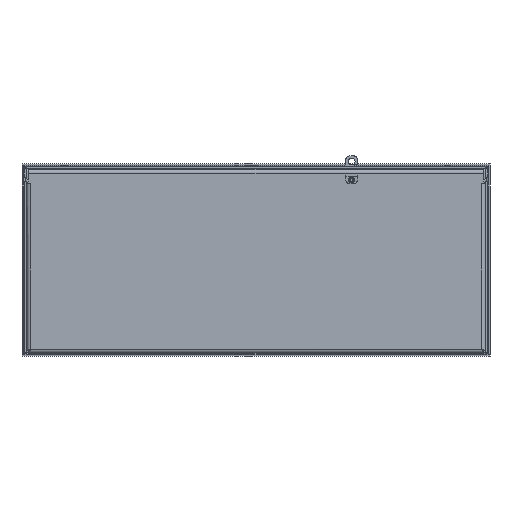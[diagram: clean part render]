
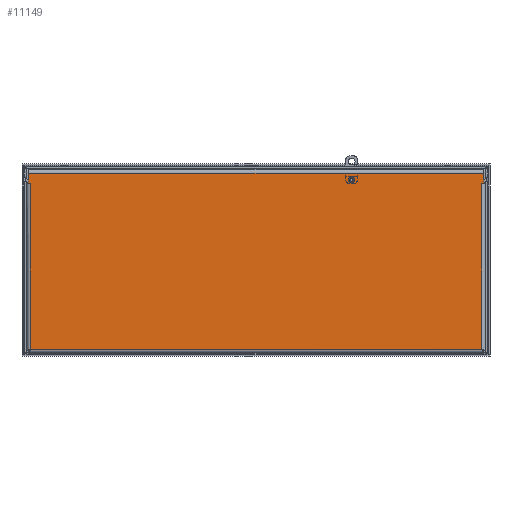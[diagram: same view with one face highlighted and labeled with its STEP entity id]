
A CAD part, front view. The second image highlights one B-rep face of the part: STEP entity #11149.
In plain terms, the highlighted planar face has unit normal (0, -1, 0).
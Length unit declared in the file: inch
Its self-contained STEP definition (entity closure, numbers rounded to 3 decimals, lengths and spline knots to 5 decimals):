
#29 = LINE ( 'NONE', #12837, #21458 ) ;
#144 = ORIENTED_EDGE ( 'NONE', *, *, #9755, .T. ) ;
#192 = AXIS2_PLACEMENT_3D ( 'NONE', #8332, #16752, #9870 ) ;
#499 = DIRECTION ( 'NONE',  ( 0., 0., -1. ) ) ;
#579 = VERTEX_POINT ( 'NONE', #20440 ) ;
#589 = CARTESIAN_POINT ( 'NONE',  ( -14.73955, -18., 6.65297 ) ) ;
#699 = CARTESIAN_POINT ( 'NONE',  ( 6.3505, -18., 9.42387 ) ) ;
#700 = DIRECTION ( 'NONE',  ( 0., 1., 0. ) ) ;
#703 = VERTEX_POINT ( 'NONE', #15465 ) ;
#962 = FACE_OUTER_BOUND ( 'NONE', #19879, .T. ) ;
#1161 = ORIENTED_EDGE ( 'NONE', *, *, #13396, .T. ) ;
#1334 = VERTEX_POINT ( 'NONE', #8063 ) ;
#1495 = LINE ( 'NONE', #16439, #13934 ) ;
#1609 = CIRCLE ( 'NONE', #192, 0.1005 ) ;
#1927 = VERTEX_POINT ( 'NONE', #16381 ) ;
#2151 = CARTESIAN_POINT ( 'NONE',  ( -14.73975, -18., -1.63375 ) ) ;
#2163 = VERTEX_POINT ( 'NONE', #18466 ) ;
#3046 = VECTOR ( 'NONE', #16486, 39.37008 ) ;
#3098 = CARTESIAN_POINT ( 'NONE',  ( 7.42219, -18., 9.877 ) ) ;
#3150 = DIRECTION ( 'NONE',  ( 1., 0., 0. ) ) ;
#3293 = CARTESIAN_POINT ( 'NONE',  ( -7.49213, -18., 9.18432 ) ) ;
#4022 = DIRECTION ( 'NONE',  ( 0., 0., -1. ) ) ;
#5007 = EDGE_CURVE ( 'NONE', #5105, #21319, #21354, .T. ) ;
#5030 = VECTOR ( 'NONE', #3150, 39.37008 ) ;
#5061 = CARTESIAN_POINT ( 'NONE',  ( -14.84437, -18., 9.877 ) ) ;
#5105 = VERTEX_POINT ( 'NONE', #14836 ) ;
#5390 = VERTEX_POINT ( 'NONE', #10340 ) ;
#6005 = CARTESIAN_POINT ( 'NONE',  ( 14.73975, -18., -1.63375 ) ) ;
#6007 = DIRECTION ( 'NONE',  ( -1., 0., 0. ) ) ;
#6086 = DIRECTION ( 'NONE',  ( -1., 0., 0. ) ) ;
#6149 = VERTEX_POINT ( 'NONE', #5061 ) ;
#6215 = EDGE_CURVE ( 'NONE', #21902, #10702, #17114, .T. ) ;
#6276 = VERTEX_POINT ( 'NONE', #699 ) ;
#6496 = DIRECTION ( 'NONE',  ( -0.5, 0., 0.866 ) ) ;
#6645 = VERTEX_POINT ( 'NONE', #12905 ) ;
#6706 = LINE ( 'NONE', #18564, #19977 ) ;
#7525 = CARTESIAN_POINT ( 'NONE',  ( -14.13739, -18., 10.65114 ) ) ;
#7582 = CARTESIAN_POINT ( 'NONE',  ( 7.36978, -18., 9.18432 ) ) ;
#7645 = DIRECTION ( 'NONE',  ( 1., 0., 0. ) ) ;
#7647 = EDGE_CURVE ( 'NONE', #20115, #1334, #29, .T. ) ;
#7706 = CARTESIAN_POINT ( 'NONE',  ( -14.73955, -18., 9.18412 ) ) ;
#8063 = CARTESIAN_POINT ( 'NONE',  ( -14.73975, -18., 9.18412 ) ) ;
#8233 = ORIENTED_EDGE ( 'NONE', *, *, #18010, .T. ) ;
#8332 = CARTESIAN_POINT ( 'NONE',  ( 6.25, -18., 9.42387 ) ) ;
#8633 = FACE_BOUND ( 'NONE', #12256, .T. ) ;
#9550 = EDGE_CURVE ( 'NONE', #6149, #579, #20462, .T. ) ;
#9573 = LINE ( 'NONE', #11007, #19374 ) ;
#9755 = EDGE_CURVE ( 'NONE', #2163, #5390, #9573, .T. ) ;
#9870 = DIRECTION ( 'NONE',  ( 1., 0., 0. ) ) ;
#9900 = CARTESIAN_POINT ( 'NONE',  ( 14.73955, -18., 6.65287 ) ) ;
#10212 = CARTESIAN_POINT ( 'NONE',  ( 14.98426, -18., 9.18432 ) ) ;
#10340 = CARTESIAN_POINT ( 'NONE',  ( 14.84437, -18., 9.877 ) ) ;
#10346 = VERTEX_POINT ( 'NONE', #14253 ) ;
#10376 = CARTESIAN_POINT ( 'NONE',  ( -7.36988, -18., -1.63375 ) ) ;
#10510 = EDGE_CURVE ( 'NONE', #10346, #703, #19614, .T. ) ;
#10697 = ORIENTED_EDGE ( 'NONE', *, *, #10510, .T. ) ;
#10702 = VERTEX_POINT ( 'NONE', #6005 ) ;
#10715 = LINE ( 'NONE', #589, #13129 ) ;
#10907 = DIRECTION ( 'NONE',  ( -0.5, 0., -0.866 ) ) ;
#11007 = CARTESIAN_POINT ( 'NONE',  ( 14.84438, -18., 6.77412 ) ) ;
#11149 = ADVANCED_FACE ( 'NONE', ( #962, #8633 ), #13921, .F. ) ;
#11541 = ORIENTED_EDGE ( 'NONE', *, *, #9550, .T. ) ;
#11573 = EDGE_CURVE ( 'NONE', #1334, #21902, #6706, .T. ) ;
#12256 = EDGE_LOOP ( 'NONE', ( #16209 ) ) ;
#12369 = ORIENTED_EDGE ( 'NONE', *, *, #16131, .T. ) ;
#12385 = AXIS2_PLACEMENT_3D ( 'NONE', #12510, #700, #19312 ) ;
#12510 = CARTESIAN_POINT ( 'NONE',  ( 0., -18., 4.12162 ) ) ;
#12800 = DIRECTION ( 'NONE',  ( 0., 0., 1. ) ) ;
#12837 = CARTESIAN_POINT ( 'NONE',  ( -7.36978, -18., 9.18412 ) ) ;
#12845 = VECTOR ( 'NONE', #12800, 39.37008 ) ;
#12905 = CARTESIAN_POINT ( 'NONE',  ( 14.73955, -18., 9.18412 ) ) ;
#13129 = VECTOR ( 'NONE', #4022, 39.37008 ) ;
#13396 = EDGE_CURVE ( 'NONE', #703, #20115, #10715, .T. ) ;
#13898 = LINE ( 'NONE', #16181, #12845 ) ;
#13921 = PLANE ( 'NONE',  #12385 ) ;
#13934 = VECTOR ( 'NONE', #6086, 39.37008 ) ;
#14253 = CARTESIAN_POINT ( 'NONE',  ( -14.98426, -18., 9.18432 ) ) ;
#14647 = ORIENTED_EDGE ( 'NONE', *, *, #19418, .T. ) ;
#14836 = CARTESIAN_POINT ( 'NONE',  ( 14.73955, -18., 9.18432 ) ) ;
#14903 = ORIENTED_EDGE ( 'NONE', *, *, #6215, .T. ) ;
#15040 = CARTESIAN_POINT ( 'NONE',  ( 14.20739, -18., 10.5299 ) ) ;
#15305 = DIRECTION ( 'NONE',  ( 1., 0., 0. ) ) ;
#15375 = ORIENTED_EDGE ( 'NONE', *, *, #19095, .T. ) ;
#15465 = CARTESIAN_POINT ( 'NONE',  ( -14.73955, -18., 9.18432 ) ) ;
#15920 = VECTOR ( 'NONE', #499, 39.37008 ) ;
#15999 = LINE ( 'NONE', #9900, #3046 ) ;
#16131 = EDGE_CURVE ( 'NONE', #1927, #6645, #1495, .T. ) ;
#16181 = CARTESIAN_POINT ( 'NONE',  ( 14.73975, -18., 1.24393 ) ) ;
#16209 = ORIENTED_EDGE ( 'NONE', *, *, #19576, .T. ) ;
#16381 = CARTESIAN_POINT ( 'NONE',  ( 14.73975, -18., 9.18412 ) ) ;
#16399 = ORIENTED_EDGE ( 'NONE', *, *, #20598, .T. ) ;
#16439 = CARTESIAN_POINT ( 'NONE',  ( 7.49219, -18., 9.18412 ) ) ;
#16486 = DIRECTION ( 'NONE',  ( 0., 0., 1. ) ) ;
#16496 = LINE ( 'NONE', #15040, #16772 ) ;
#16711 = VECTOR ( 'NONE', #10907, 39.37008 ) ;
#16752 = DIRECTION ( 'NONE',  ( 0., 1., 0. ) ) ;
#16772 = VECTOR ( 'NONE', #6496, 39.37008 ) ;
#17114 = LINE ( 'NONE', #10376, #20051 ) ;
#17835 = ORIENTED_EDGE ( 'NONE', *, *, #18711, .T. ) ;
#18010 = EDGE_CURVE ( 'NONE', #5390, #6149, #18458, .T. ) ;
#18194 = ORIENTED_EDGE ( 'NONE', *, *, #7647, .T. ) ;
#18458 = LINE ( 'NONE', #3098, #21122 ) ;
#18466 = CARTESIAN_POINT ( 'NONE',  ( 14.84437, -18., 9.42661 ) ) ;
#18564 = CARTESIAN_POINT ( 'NONE',  ( -14.73975, -18., 6.65287 ) ) ;
#18711 = EDGE_CURVE ( 'NONE', #6645, #5105, #15999, .T. ) ;
#19095 = EDGE_CURVE ( 'NONE', #21319, #2163, #16496, .T. ) ;
#19312 = DIRECTION ( 'NONE',  ( 1., 0., 0. ) ) ;
#19374 = VECTOR ( 'NONE', #21325, 39.37008 ) ;
#19418 = EDGE_CURVE ( 'NONE', #579, #10346, #20706, .T. ) ;
#19576 = EDGE_CURVE ( 'NONE', #6276, #6276, #1609, .T. ) ;
#19614 = LINE ( 'NONE', #3293, #5030 ) ;
#19879 = EDGE_LOOP ( 'NONE', ( #8233, #11541, #14647, #10697, #1161, #18194, #20095, #14903, #16399, #12369, #17835, #20094, #15375, #144 ) ) ;
#19901 = DIRECTION ( 'NONE',  ( -1., 0., 0. ) ) ;
#19977 = VECTOR ( 'NONE', #20288, 39.37008 ) ;
#20051 = VECTOR ( 'NONE', #15305, 39.37008 ) ;
#20094 = ORIENTED_EDGE ( 'NONE', *, *, #5007, .T. ) ;
#20095 = ORIENTED_EDGE ( 'NONE', *, *, #11573, .T. ) ;
#20115 = VERTEX_POINT ( 'NONE', #7706 ) ;
#20288 = DIRECTION ( 'NONE',  ( 0., 0., -1. ) ) ;
#20440 = CARTESIAN_POINT ( 'NONE',  ( -14.84437, -18., 9.42661 ) ) ;
#20462 = LINE ( 'NONE', #20838, #15920 ) ;
#20598 = EDGE_CURVE ( 'NONE', #10702, #1927, #13898, .T. ) ;
#20706 = LINE ( 'NONE', #7525, #16711 ) ;
#20838 = CARTESIAN_POINT ( 'NONE',  ( -14.84438, -18., 7.12162 ) ) ;
#21122 = VECTOR ( 'NONE', #19901, 39.37008 ) ;
#21319 = VERTEX_POINT ( 'NONE', #10212 ) ;
#21325 = DIRECTION ( 'NONE',  ( 0., 0., 1. ) ) ;
#21354 = LINE ( 'NONE', #7582, #21866 ) ;
#21458 = VECTOR ( 'NONE', #6007, 39.37008 ) ;
#21866 = VECTOR ( 'NONE', #7645, 39.37008 ) ;
#21902 = VERTEX_POINT ( 'NONE', #2151 ) ;
